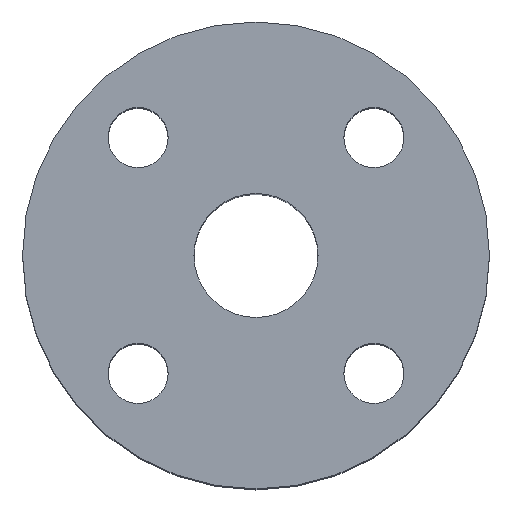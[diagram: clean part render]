
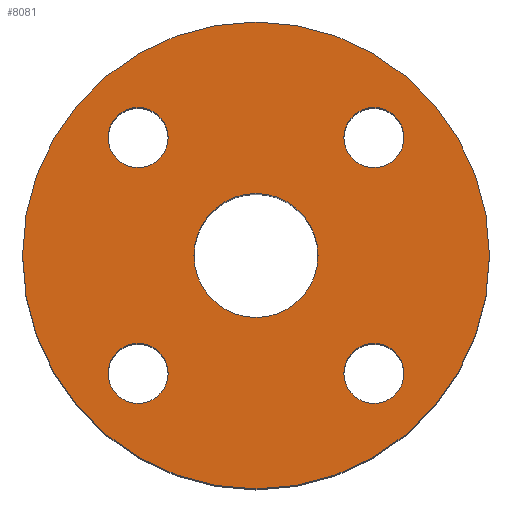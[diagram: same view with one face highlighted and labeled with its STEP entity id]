
A CAD part, top view. The second image highlights one B-rep face of the part: STEP entity #8081.
In plain terms, the highlighted planar face has unit normal (0, 0, 1).
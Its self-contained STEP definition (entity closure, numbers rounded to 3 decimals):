
#1 = DIRECTION ( 'NONE',  ( -1., 0., 0. ) ) ;
#1063 = DIRECTION ( 'NONE',  ( 1., 0., 0. ) ) ;
#1130 = VERTEX_POINT ( 'NONE', #5329 ) ;
#1136 = DIRECTION ( 'NONE',  ( 0., 0., 1. ) ) ;
#1354 = VERTEX_POINT ( 'NONE', #11452 ) ;
#1531 = DIRECTION ( 'NONE',  ( 0., 0., 1. ) ) ;
#1898 = VERTEX_POINT ( 'NONE', #15737 ) ;
#2307 = CIRCLE ( 'NONE', #22038, 9. ) ;
#2428 = EDGE_LOOP ( 'NONE', ( #12415, #25672 ) ) ;
#2537 = VERTEX_POINT ( 'NONE', #20770 ) ;
#2986 = ORIENTED_EDGE ( 'NONE', *, *, #28087, .F. ) ;
#3155 = DIRECTION ( 'NONE',  ( 0., 0., 1. ) ) ;
#3499 = CARTESIAN_POINT ( 'NONE',  ( 35.355, -35.355, 0. ) ) ;
#3792 = DIRECTION ( 'NONE',  ( 0., -1., 0. ) ) ;
#3810 = CARTESIAN_POINT ( 'NONE',  ( 35.355, -35.355, 0. ) ) ;
#3913 = AXIS2_PLACEMENT_3D ( 'NONE', #23805, #6034, #21555 ) ;
#4437 = CIRCLE ( 'NONE', #13094, 9. ) ;
#4521 = DIRECTION ( 'NONE',  ( 0., 0., 1. ) ) ;
#4669 = CARTESIAN_POINT ( 'NONE',  ( -35.355, -35.355, 0. ) ) ;
#4927 = VERTEX_POINT ( 'NONE', #5110 ) ;
#5110 = CARTESIAN_POINT ( 'NONE',  ( -44.355, 35.355, 0. ) ) ;
#5163 = FACE_BOUND ( 'NONE', #11286, .T. ) ;
#5316 = FACE_OUTER_BOUND ( 'NONE', #2428, .T. ) ;
#5329 = CARTESIAN_POINT ( 'NONE',  ( 18.6, 0., 0. ) ) ;
#5355 = DIRECTION ( 'NONE',  ( 1., 0., 0. ) ) ;
#5385 = CARTESIAN_POINT ( 'NONE',  ( -70., 0., 0. ) ) ;
#6028 = ORIENTED_EDGE ( 'NONE', *, *, #8287, .F. ) ;
#6034 = DIRECTION ( 'NONE',  ( 0., 0., 1. ) ) ;
#6178 = VERTEX_POINT ( 'NONE', #15047 ) ;
#6527 = ORIENTED_EDGE ( 'NONE', *, *, #12787, .F. ) ;
#6934 = EDGE_CURVE ( 'NONE', #1898, #22560, #11291, .T. ) ;
#6936 = DIRECTION ( 'NONE',  ( 0., -1., 0. ) ) ;
#7531 = EDGE_CURVE ( 'NONE', #10381, #1130, #17020, .T. ) ;
#7714 = DIRECTION ( 'NONE',  ( 0., 0., 1. ) ) ;
#7758 = DIRECTION ( 'NONE',  ( 0., 0., 1. ) ) ;
#7792 = DIRECTION ( 'NONE',  ( 1., 0., 0. ) ) ;
#7984 = CARTESIAN_POINT ( 'NONE',  ( -35.355, 35.355, 0. ) ) ;
#8081 = ADVANCED_FACE ( 'NONE', ( #25789, #5163, #14358, #9839, #11790, #5316 ), #23667, .F. ) ;
#8287 = EDGE_CURVE ( 'NONE', #6178, #2537, #28133, .T. ) ;
#8339 = CIRCLE ( 'NONE', #11241, 9. ) ;
#8421 = VERTEX_POINT ( 'NONE', #8832 ) ;
#8770 = EDGE_CURVE ( 'NONE', #8777, #10375, #4437, .T. ) ;
#8777 = VERTEX_POINT ( 'NONE', #26725 ) ;
#8793 = EDGE_CURVE ( 'NONE', #26184, #8421, #28497, .T. ) ;
#8832 = CARTESIAN_POINT ( 'NONE',  ( 26.355, -35.355, 0. ) ) ;
#9070 = EDGE_CURVE ( 'NONE', #22560, #1898, #16017, .T. ) ;
#9573 = AXIS2_PLACEMENT_3D ( 'NONE', #18357, #13843, #20468 ) ;
#9772 = AXIS2_PLACEMENT_3D ( 'NONE', #3810, #22185, #6936 ) ;
#9839 = FACE_BOUND ( 'NONE', #16495, .T. ) ;
#10375 = VERTEX_POINT ( 'NONE', #28851 ) ;
#10381 = VERTEX_POINT ( 'NONE', #26875 ) ;
#11241 = AXIS2_PLACEMENT_3D ( 'NONE', #3499, #1531, #3792 ) ;
#11286 = EDGE_LOOP ( 'NONE', ( #18375, #22855 ) ) ;
#11291 = CIRCLE ( 'NONE', #19945, 70. ) ;
#11452 = CARTESIAN_POINT ( 'NONE',  ( -26.355, 35.355, 0. ) ) ;
#11466 = ORIENTED_EDGE ( 'NONE', *, *, #16361, .F. ) ;
#11561 = EDGE_LOOP ( 'NONE', ( #19799, #11466 ) ) ;
#11597 = EDGE_CURVE ( 'NONE', #8421, #26184, #8339, .T. ) ;
#11716 = AXIS2_PLACEMENT_3D ( 'NONE', #28380, #7758, #5355 ) ;
#11790 = FACE_BOUND ( 'NONE', #20806, .T. ) ;
#12415 = ORIENTED_EDGE ( 'NONE', *, *, #6934, .T. ) ;
#12787 = EDGE_CURVE ( 'NONE', #1130, #10381, #29433, .T. ) ;
#12976 = DIRECTION ( 'NONE',  ( 0., 0., 1. ) ) ;
#13094 = AXIS2_PLACEMENT_3D ( 'NONE', #4669, #4521, #1 ) ;
#13695 = AXIS2_PLACEMENT_3D ( 'NONE', #15810, #20470, #18057 ) ;
#13843 = DIRECTION ( 'NONE',  ( 0., 0., 1. ) ) ;
#13995 = AXIS2_PLACEMENT_3D ( 'NONE', #24393, #12976, #22142 ) ;
#14358 = FACE_BOUND ( 'NONE', #11561, .T. ) ;
#15047 = CARTESIAN_POINT ( 'NONE',  ( 26.355, 35.355, 0. ) ) ;
#15160 = AXIS2_PLACEMENT_3D ( 'NONE', #17566, #26611, #24331 ) ;
#15737 = CARTESIAN_POINT ( 'NONE',  ( 70., 0., 0. ) ) ;
#15798 = DIRECTION ( 'NONE',  ( 0., 0., 1. ) ) ;
#15810 = CARTESIAN_POINT ( 'NONE',  ( 0., 18.6, 0. ) ) ;
#15815 = CIRCLE ( 'NONE', #27345, 9. ) ;
#16017 = CIRCLE ( 'NONE', #19868, 70. ) ;
#16361 = EDGE_CURVE ( 'NONE', #4927, #1354, #2307, .T. ) ;
#16495 = EDGE_LOOP ( 'NONE', ( #2986, #6028 ) ) ;
#16570 = EDGE_CURVE ( 'NONE', #1354, #4927, #22515, .T. ) ;
#17020 = CIRCLE ( 'NONE', #11716, 18.6 ) ;
#17120 = CARTESIAN_POINT ( 'NONE',  ( -35.355, -35.355, 0. ) ) ;
#17566 = CARTESIAN_POINT ( 'NONE',  ( 35.355, 35.355, 0. ) ) ;
#17768 = ORIENTED_EDGE ( 'NONE', *, *, #8793, .F. ) ;
#18057 = DIRECTION ( 'NONE',  ( -1., 0., 0. ) ) ;
#18357 = CARTESIAN_POINT ( 'NONE',  ( -35.355, 35.355, 0. ) ) ;
#18375 = ORIENTED_EDGE ( 'NONE', *, *, #8770, .F. ) ;
#19750 = CIRCLE ( 'NONE', #13995, 9. ) ;
#19799 = ORIENTED_EDGE ( 'NONE', *, *, #16570, .F. ) ;
#19868 = AXIS2_PLACEMENT_3D ( 'NONE', #27231, #15798, #7792 ) ;
#19945 = AXIS2_PLACEMENT_3D ( 'NONE', #21706, #7714, #1063 ) ;
#20468 = DIRECTION ( 'NONE',  ( 0., 1., 0. ) ) ;
#20470 = DIRECTION ( 'NONE',  ( 0., 0., -1. ) ) ;
#20770 = CARTESIAN_POINT ( 'NONE',  ( 44.355, 35.355, 0. ) ) ;
#20806 = EDGE_LOOP ( 'NONE', ( #6527, #27373 ) ) ;
#21555 = DIRECTION ( 'NONE',  ( 1., 0., 0. ) ) ;
#21706 = CARTESIAN_POINT ( 'NONE',  ( 0., 0., 0. ) ) ;
#21886 = EDGE_CURVE ( 'NONE', #10375, #8777, #15815, .T. ) ;
#21922 = DIRECTION ( 'NONE',  ( -1., 0., 0. ) ) ;
#22038 = AXIS2_PLACEMENT_3D ( 'NONE', #7984, #3155, #24088 ) ;
#22142 = DIRECTION ( 'NONE',  ( 1., 0., 0. ) ) ;
#22185 = DIRECTION ( 'NONE',  ( 0., 0., 1. ) ) ;
#22515 = CIRCLE ( 'NONE', #9573, 9. ) ;
#22560 = VERTEX_POINT ( 'NONE', #5385 ) ;
#22855 = ORIENTED_EDGE ( 'NONE', *, *, #21886, .F. ) ;
#22981 = ORIENTED_EDGE ( 'NONE', *, *, #11597, .F. ) ;
#23667 = PLANE ( 'NONE',  #13695 ) ;
#23805 = CARTESIAN_POINT ( 'NONE',  ( 0., 0., 0. ) ) ;
#24088 = DIRECTION ( 'NONE',  ( 0., 1., 0. ) ) ;
#24331 = DIRECTION ( 'NONE',  ( 1., 0., 0. ) ) ;
#24393 = CARTESIAN_POINT ( 'NONE',  ( 35.355, 35.355, 0. ) ) ;
#25326 = EDGE_LOOP ( 'NONE', ( #17768, #22981 ) ) ;
#25672 = ORIENTED_EDGE ( 'NONE', *, *, #9070, .T. ) ;
#25789 = FACE_BOUND ( 'NONE', #25326, .T. ) ;
#26184 = VERTEX_POINT ( 'NONE', #28180 ) ;
#26611 = DIRECTION ( 'NONE',  ( 0., 0., 1. ) ) ;
#26725 = CARTESIAN_POINT ( 'NONE',  ( -26.355, -35.355, 0. ) ) ;
#26875 = CARTESIAN_POINT ( 'NONE',  ( -18.6, 0., 0. ) ) ;
#27231 = CARTESIAN_POINT ( 'NONE',  ( 0., 0., 0. ) ) ;
#27345 = AXIS2_PLACEMENT_3D ( 'NONE', #17120, #1136, #21922 ) ;
#27373 = ORIENTED_EDGE ( 'NONE', *, *, #7531, .F. ) ;
#28087 = EDGE_CURVE ( 'NONE', #2537, #6178, #19750, .T. ) ;
#28133 = CIRCLE ( 'NONE', #15160, 9. ) ;
#28180 = CARTESIAN_POINT ( 'NONE',  ( 44.355, -35.355, 0. ) ) ;
#28380 = CARTESIAN_POINT ( 'NONE',  ( 0., 0., 0. ) ) ;
#28497 = CIRCLE ( 'NONE', #9772, 9. ) ;
#28851 = CARTESIAN_POINT ( 'NONE',  ( -44.355, -35.355, 0. ) ) ;
#29433 = CIRCLE ( 'NONE', #3913, 18.6 ) ;
